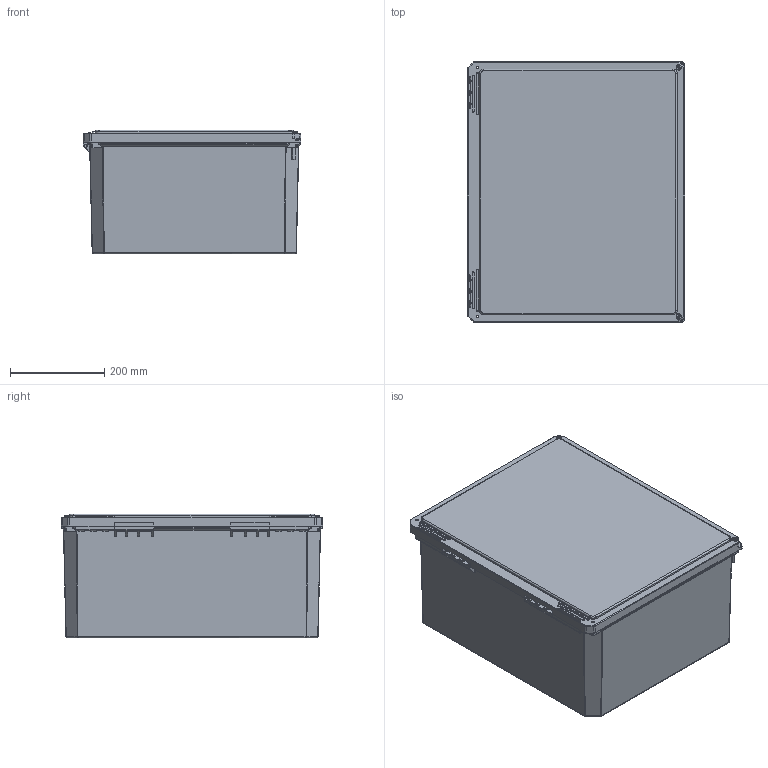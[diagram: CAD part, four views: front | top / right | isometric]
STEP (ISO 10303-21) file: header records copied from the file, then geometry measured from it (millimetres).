
FILE_DESCRIPTION (( 'STEP AP214' ), '1' );
FILE_NAME ('FR201610HW.STEP', '2023-03-28T15:52:40', ( '' ), ( '' ), 'SwSTEP 2.0', 'SolidWorks 2021', '' );
FILE_SCHEMA (( 'AUTOMOTIVE_DESIGN' ));
Length unit declared in the file: inch
Products named in the file (1): FR201610HW
Bounding box: 461.43 x 553.48 x 262.67 mm (x, y, z)
Volume: 4664552.8 mm3; surface area: 2044133.4 mm2
Topology: 7 solids, 7 shells, 2131 faces, 5435 edges, 3236 vertices
Faces by surface type: cylinder 830, plane 672, bspline 533, cone 80, torus 14, sphere 2
Entity records: 93578 total; most frequent: CARTESIAN_POINT 48226, ORIENTED_EDGE 10694, DIRECTION 7486, EDGE_CURVE 5347, VERTEX_POINT 3236, VECTOR 2542, LINE 2542, AXIS2_PLACEMENT_3D 2472
